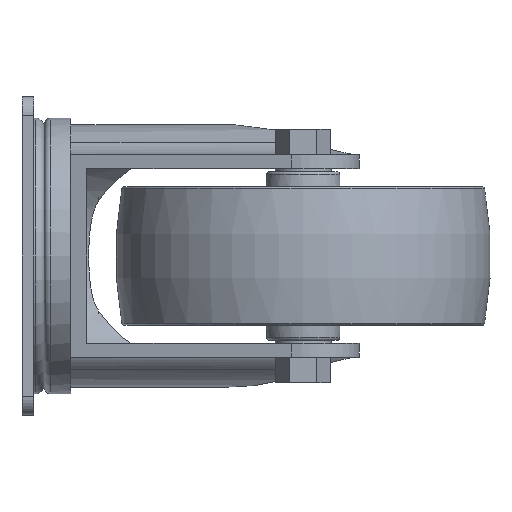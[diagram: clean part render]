
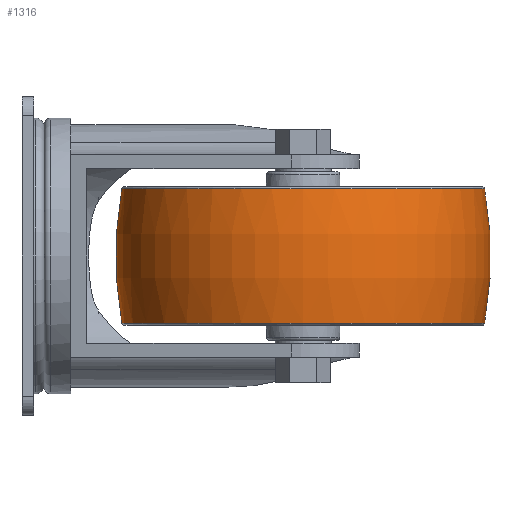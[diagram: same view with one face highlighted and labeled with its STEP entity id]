
A CAD part, left-side view. The second image highlights one B-rep face of the part: STEP entity #1316.
In plain terms, the highlighted toroidal (fillet/blend) face has major radius 50 mm and minor radius 100 mm.
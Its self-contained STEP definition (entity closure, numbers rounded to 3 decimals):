
#20=DEGENERATE_TOROIDAL_SURFACE('',#1476,50.,100.,
 .F.);
#596=ORIENTED_EDGE('',*,*,#779,.T.);
#597=ORIENTED_EDGE('',*,*,#778,.F.);
#778=EDGE_CURVE('',#905,#905,#969,.T.);
#779=EDGE_CURVE('',#906,#906,#970,.T.);
#905=VERTEX_POINT('',#2291);
#906=VERTEX_POINT('',#2294);
#969=CIRCLE('',#1475,48.386);
#970=CIRCLE('',#1477,48.386);
#1082=EDGE_LOOP('',(#596));
#1083=EDGE_LOOP('',(#597));
#1205=FACE_BOUND('',#1082,.T.);
#1206=FACE_BOUND('',#1083,.T.);
#1316=ADVANCED_FACE('',(#1205,#1206),#20,.F.);
#1475=AXIS2_PLACEMENT_3D('',#2290,#1854,#1855);
#1476=AXIS2_PLACEMENT_3D('',#2292,#1856,#1857);
#1477=AXIS2_PLACEMENT_3D('',#2293,#1858,#1859);
#1854=DIRECTION('',(0.,0.,-1.));
#1855=DIRECTION('',(-1.,0.,0.));
#1856=DIRECTION('',(0.,0.,-1.));
#1857=DIRECTION('',(-1.,0.,0.));
#1858=DIRECTION('',(0.,0.,-1.));
#1859=DIRECTION('',(-1.,0.,0.));
#2290=CARTESIAN_POINT('',(0.,0.,-17.892));
#2291=CARTESIAN_POINT('',(-48.386,0.,-17.892));
#2292=CARTESIAN_POINT('',(0.,0.,0.));
#2293=CARTESIAN_POINT('',(0.,0.,17.892));
#2294=CARTESIAN_POINT('',(-48.386,0.,17.892));
